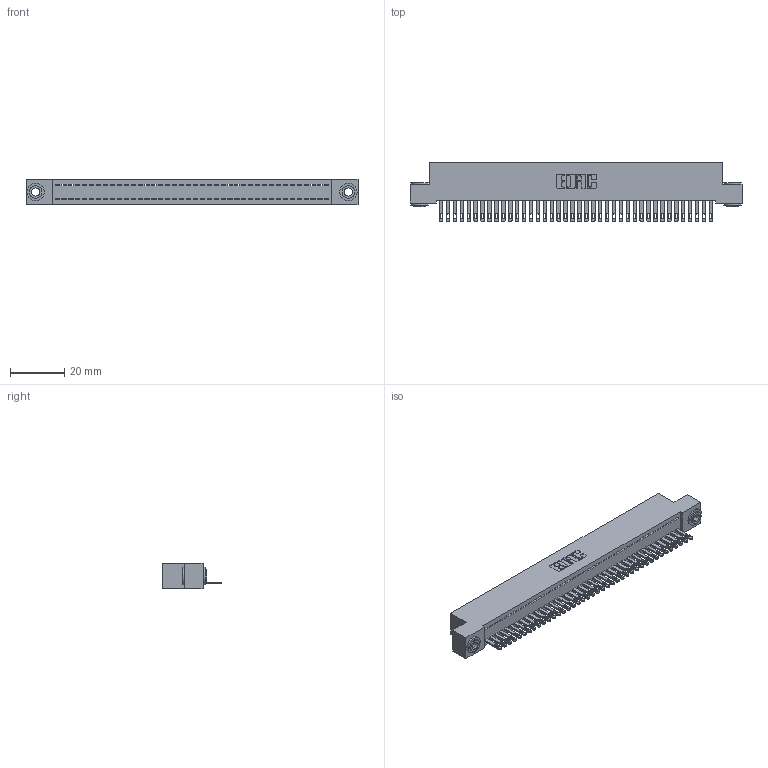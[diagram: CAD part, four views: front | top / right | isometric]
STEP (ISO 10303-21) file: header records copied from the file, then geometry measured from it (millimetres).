
FILE_DESCRIPTION (( 'STEP AP203' ), '1' );
FILE_NAME ('892-040-500-103.STEP', '2020-09-21T16:22:43', ( '' ), ( '' ), 'SwSTEP 2.0', 'SolidWorks 2020', '' );
FILE_SCHEMA (( 'CONFIG_CONTROL_DESIGN' ));
Length unit declared in the file: inch
Products named in the file (4): 342-250-002_345-250-002-102; 892-040-500-103; 842 Part_.156 TH; 345-292-001_345-293-100
Assembly tree (43 placements, depth 2):
  892-040-500-103
    842 Part_.156 TH
    345-292-001_345-293-100  x40
    342-250-002_345-250-002-102  x2
Bounding box: 121.92 x 21.85 x 9.4 mm (x, y, z)
Volume: 10730.2 mm3; surface area: 16024.3 mm2
Topology: 43 solids, 43 shells, 2308 faces, 7095 edges, 4726 vertices
Faces by surface type: plane 1516, cylinder 784, cone 8
Entity records: 25160 total; most frequent: CARTESIAN_POINT 4317, ORIENTED_EDGE 4286, DIRECTION 3681, EDGE_CURVE 2143, VECTOR 1987, LINE 1987, VERTEX_POINT 1426, AXIS2_PLACEMENT_3D 847
